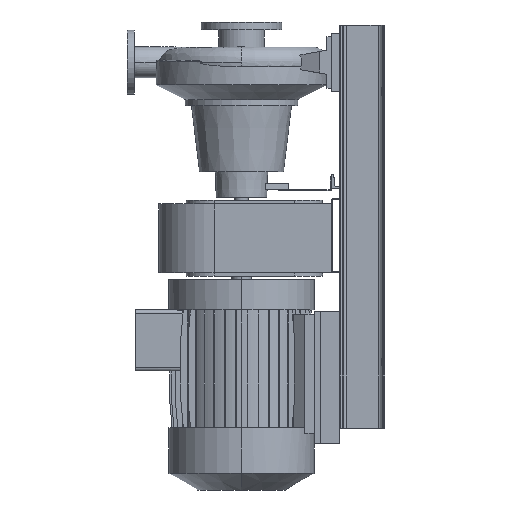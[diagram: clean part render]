
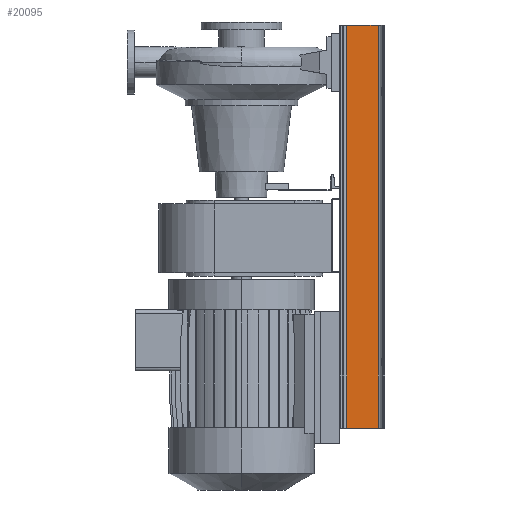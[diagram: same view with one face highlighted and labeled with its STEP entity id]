
A CAD part, left-side view. The second image highlights one B-rep face of the part: STEP entity #20095.
In plain terms, the highlighted face is planar.
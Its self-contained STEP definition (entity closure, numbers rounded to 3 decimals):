
#26 = ORIENTED_EDGE ( 'NONE', *, *, #20756, .F. ) ;
#266 = EDGE_CURVE ( 'NONE', #3613, #8066, #11381, .T. ) ;
#503 = LINE ( 'NONE', #15436, #1366 ) ;
#1366 = VECTOR ( 'NONE', #8273, 1000. ) ;
#1541 = DIRECTION ( 'NONE',  ( 0., 0., 1. ) ) ;
#2399 = EDGE_CURVE ( 'NONE', #3613, #15358, #3361, .T. ) ;
#2425 = CARTESIAN_POINT ( 'NONE',  ( -625., 21.078, -187. ) ) ;
#3361 = LINE ( 'NONE', #13223, #15598 ) ;
#3613 = VERTEX_POINT ( 'NONE', #15562 ) ;
#3944 = LINE ( 'NONE', #22346, #22552 ) ;
#5435 = DIRECTION ( 'NONE',  ( 0., 1., 0. ) ) ;
#5834 = DIRECTION ( 'NONE',  ( 0., 1., 0. ) ) ;
#5893 = CARTESIAN_POINT ( 'NONE',  ( -625., 118.922, -187. ) ) ;
#6731 = FACE_OUTER_BOUND ( 'NONE', #7358, .T. ) ;
#7358 = EDGE_LOOP ( 'NONE', ( #15606, #26, #18853, #9025 ) ) ;
#7686 = CARTESIAN_POINT ( 'NONE',  ( 625., 118.922, -187. ) ) ;
#8066 = VERTEX_POINT ( 'NONE', #7686 ) ;
#8273 = DIRECTION ( 'NONE',  ( -1., 0., 0. ) ) ;
#8521 = EDGE_CURVE ( 'NONE', #15358, #22789, #3944, .T. ) ;
#9025 = ORIENTED_EDGE ( 'NONE', *, *, #2399, .T. ) ;
#9312 = CARTESIAN_POINT ( 'NONE',  ( 625., 118.922, -187. ) ) ;
#11124 = DIRECTION ( 'NONE',  ( -1., 0., 0. ) ) ;
#11381 = LINE ( 'NONE', #11501, #20271 ) ;
#11501 = CARTESIAN_POINT ( 'NONE',  ( 625., 118.922, -187. ) ) ;
#13223 = CARTESIAN_POINT ( 'NONE',  ( 625., 21.078, -187. ) ) ;
#14245 = PLANE ( 'NONE',  #21107 ) ;
#14607 = DIRECTION ( 'NONE',  ( 1., 0., 0. ) ) ;
#15358 = VERTEX_POINT ( 'NONE', #2425 ) ;
#15436 = CARTESIAN_POINT ( 'NONE',  ( 625., 118.922, -187. ) ) ;
#15562 = CARTESIAN_POINT ( 'NONE',  ( 625., 21.078, -187. ) ) ;
#15598 = VECTOR ( 'NONE', #11124, 1000. ) ;
#15606 = ORIENTED_EDGE ( 'NONE', *, *, #8521, .T. ) ;
#18853 = ORIENTED_EDGE ( 'NONE', *, *, #266, .F. ) ;
#20095 = ADVANCED_FACE ( 'NONE', ( #6731 ), #14245, .F. ) ;
#20271 = VECTOR ( 'NONE', #5834, 1000. ) ;
#20756 = EDGE_CURVE ( 'NONE', #8066, #22789, #503, .T. ) ;
#21107 = AXIS2_PLACEMENT_3D ( 'NONE', #9312, #1541, #14607 ) ;
#22346 = CARTESIAN_POINT ( 'NONE',  ( -625., 118.922, -187. ) ) ;
#22552 = VECTOR ( 'NONE', #5435, 1000. ) ;
#22789 = VERTEX_POINT ( 'NONE', #5893 ) ;
